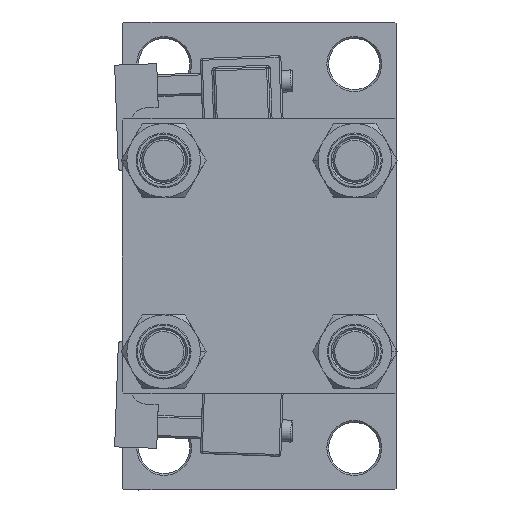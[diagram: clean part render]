
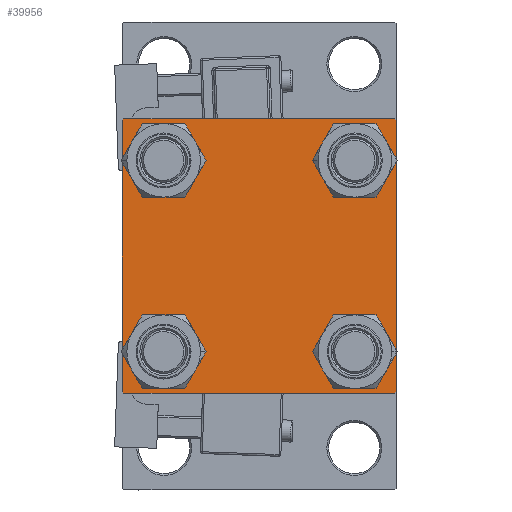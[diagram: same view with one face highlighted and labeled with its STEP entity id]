
A CAD part, left-side view. The second image highlights one B-rep face of the part: STEP entity #39956.
In plain terms, the highlighted planar face has unit normal (-1, 0, 0).
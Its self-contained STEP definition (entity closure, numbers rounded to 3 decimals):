
#24 = VECTOR ( 'NONE', #7489, 1000. ) ;
#533 = EDGE_CURVE ( 'NONE', #18579, #13936, #35956, .T. ) ;
#1041 = ORIENTED_EDGE ( 'NONE', *, *, #48235, .T. ) ;
#1599 = VECTOR ( 'NONE', #19628, 1000. ) ;
#1818 = EDGE_LOOP ( 'NONE', ( #5438, #6912 ) ) ;
#2482 = LINE ( 'NONE', #17957, #37624 ) ;
#2698 = VERTEX_POINT ( 'NONE', #10936 ) ;
#3055 = LINE ( 'NONE', #36298, #11883 ) ;
#4157 = PLANE ( 'NONE',  #16163 ) ;
#4316 = EDGE_LOOP ( 'NONE', ( #48590, #1041 ) ) ;
#4410 = LINE ( 'NONE', #46608, #1599 ) ;
#4572 = CARTESIAN_POINT ( 'NONE',  ( 0., 37.5, -37. ) ) ;
#4890 = FACE_BOUND ( 'NONE', #4316, .T. ) ;
#5438 = ORIENTED_EDGE ( 'NONE', *, *, #14167, .T. ) ;
#6813 = CIRCLE ( 'NONE', #19566, 6.5 ) ;
#6912 = ORIENTED_EDGE ( 'NONE', *, *, #41902, .T. ) ;
#7489 = DIRECTION ( 'NONE',  ( 0., -0.707, 0.707 ) ) ;
#7611 = CARTESIAN_POINT ( 'NONE',  ( 0., 37.5, -37.5 ) ) ;
#7987 = LINE ( 'NONE', #23202, #29906 ) ;
#8443 = EDGE_CURVE ( 'NONE', #2698, #23025, #6813, .T. ) ;
#9169 = CARTESIAN_POINT ( 'NONE',  ( 0., -26.15, -32.65 ) ) ;
#9273 = ORIENTED_EDGE ( 'NONE', *, *, #38524, .F. ) ;
#10523 = EDGE_LOOP ( 'NONE', ( #44456, #17244 ) ) ;
#10743 = ORIENTED_EDGE ( 'NONE', *, *, #45657, .T. ) ;
#10936 = CARTESIAN_POINT ( 'NONE',  ( 0., -26.15, 19.65 ) ) ;
#11168 = LINE ( 'NONE', #22399, #42725 ) ;
#11529 = CARTESIAN_POINT ( 'NONE',  ( 0., 26.15, 26.15 ) ) ;
#11568 = EDGE_CURVE ( 'NONE', #21046, #45798, #45324, .T. ) ;
#11883 = VECTOR ( 'NONE', #48520, 1000. ) ;
#12636 = FACE_OUTER_BOUND ( 'NONE', #36794, .T. ) ;
#12678 = DIRECTION ( 'NONE',  ( 1., 0., 0. ) ) ;
#13250 = ORIENTED_EDGE ( 'NONE', *, *, #33472, .T. ) ;
#13418 = CARTESIAN_POINT ( 'NONE',  ( 0., 37.5, 37. ) ) ;
#13936 = VERTEX_POINT ( 'NONE', #38980 ) ;
#14069 = CARTESIAN_POINT ( 'NONE',  ( 0., 37.25, -37.25 ) ) ;
#14167 = EDGE_CURVE ( 'NONE', #26891, #15605, #19548, .T. ) ;
#14378 = DIRECTION ( 'NONE',  ( 0., 0., 1. ) ) ;
#14474 = VERTEX_POINT ( 'NONE', #4572 ) ;
#14504 = VERTEX_POINT ( 'NONE', #34194 ) ;
#14980 = DIRECTION ( 'NONE',  ( 0., 0., -1. ) ) ;
#15398 = CARTESIAN_POINT ( 'NONE',  ( 0., 26.15, 26.15 ) ) ;
#15470 = ORIENTED_EDGE ( 'NONE', *, *, #49436, .T. ) ;
#15605 = VERTEX_POINT ( 'NONE', #9169 ) ;
#15641 = DIRECTION ( 'NONE',  ( 0., 0., 1. ) ) ;
#15673 = CIRCLE ( 'NONE', #18861, 6.5 ) ;
#15687 = DIRECTION ( 'NONE',  ( 0., 0., 1. ) ) ;
#16120 = DIRECTION ( 'NONE',  ( -1., 0., 0. ) ) ;
#16163 = AXIS2_PLACEMENT_3D ( 'NONE', #35362, #16120, #15641 ) ;
#16840 = CARTESIAN_POINT ( 'NONE',  ( 0., 37., -37.5 ) ) ;
#17244 = ORIENTED_EDGE ( 'NONE', *, *, #8443, .T. ) ;
#17361 = CARTESIAN_POINT ( 'NONE',  ( 0., -37.5, -37. ) ) ;
#17538 = LINE ( 'NONE', #14069, #32326 ) ;
#17957 = CARTESIAN_POINT ( 'NONE',  ( 0., 37.5, 37.5 ) ) ;
#18561 = CIRCLE ( 'NONE', #43382, 6.5 ) ;
#18579 = VERTEX_POINT ( 'NONE', #48613 ) ;
#18649 = VECTOR ( 'NONE', #25822, 1000. ) ;
#18861 = AXIS2_PLACEMENT_3D ( 'NONE', #35958, #31473, #23732 ) ;
#19267 = DIRECTION ( 'NONE',  ( 0., 0., 1. ) ) ;
#19548 = CIRCLE ( 'NONE', #37922, 6.5 ) ;
#19566 = AXIS2_PLACEMENT_3D ( 'NONE', #36869, #40379, #14378 ) ;
#19628 = DIRECTION ( 'NONE',  ( 0., 0.707, -0.707 ) ) ;
#20202 = CARTESIAN_POINT ( 'NONE',  ( 0., -37., -37.5 ) ) ;
#20206 = ORIENTED_EDGE ( 'NONE', *, *, #26164, .F. ) ;
#21046 = VERTEX_POINT ( 'NONE', #16840 ) ;
#21628 = VERTEX_POINT ( 'NONE', #43164 ) ;
#21801 = ORIENTED_EDGE ( 'NONE', *, *, #28438, .T. ) ;
#21965 = DIRECTION ( 'NONE',  ( 1., 0., 0. ) ) ;
#22363 = CIRCLE ( 'NONE', #46361, 6.5 ) ;
#22399 = CARTESIAN_POINT ( 'NONE',  ( 0., -37.25, 37.25 ) ) ;
#22493 = VERTEX_POINT ( 'NONE', #13418 ) ;
#23025 = VERTEX_POINT ( 'NONE', #36514 ) ;
#23202 = CARTESIAN_POINT ( 'NONE',  ( 0., 37.5, 37.5 ) ) ;
#23592 = CARTESIAN_POINT ( 'NONE',  ( 0., -26.15, -26.15 ) ) ;
#23622 = FACE_BOUND ( 'NONE', #1818, .T. ) ;
#23732 = DIRECTION ( 'NONE',  ( 0., 0., 1. ) ) ;
#25199 = ORIENTED_EDGE ( 'NONE', *, *, #46833, .T. ) ;
#25594 = CARTESIAN_POINT ( 'NONE',  ( 0., -26.15, -19.65 ) ) ;
#25822 = DIRECTION ( 'NONE',  ( 0., -1., 0. ) ) ;
#25926 = VERTEX_POINT ( 'NONE', #17361 ) ;
#26164 = EDGE_CURVE ( 'NONE', #40240, #25926, #3055, .T. ) ;
#26404 = CIRCLE ( 'NONE', #35198, 6.5 ) ;
#26655 = DIRECTION ( 'NONE',  ( 0., 0.707, 0.707 ) ) ;
#26780 = ORIENTED_EDGE ( 'NONE', *, *, #11568, .T. ) ;
#26891 = VERTEX_POINT ( 'NONE', #25594 ) ;
#26918 = CARTESIAN_POINT ( 'NONE',  ( 0., -26.15, 26.15 ) ) ;
#27205 = LINE ( 'NONE', #49441, #24 ) ;
#27458 = DIRECTION ( 'NONE',  ( 0., 0., 1. ) ) ;
#27858 = DIRECTION ( 'NONE',  ( 1., 0., 0. ) ) ;
#28438 = EDGE_CURVE ( 'NONE', #43857, #22493, #4410, .T. ) ;
#28537 = EDGE_LOOP ( 'NONE', ( #15470, #41434 ) ) ;
#29451 = DIRECTION ( 'NONE',  ( 0., 0., 1. ) ) ;
#29906 = VECTOR ( 'NONE', #14980, 1000. ) ;
#30719 = CARTESIAN_POINT ( 'NONE',  ( 0., 26.15, -26.15 ) ) ;
#31006 = DIRECTION ( 'NONE',  ( 1., 0., 0. ) ) ;
#31473 = DIRECTION ( 'NONE',  ( 1., 0., 0. ) ) ;
#32326 = VECTOR ( 'NONE', #32535, 1000. ) ;
#32535 = DIRECTION ( 'NONE',  ( 0., -0.707, -0.707 ) ) ;
#32733 = AXIS2_PLACEMENT_3D ( 'NONE', #11529, #31006, #19267 ) ;
#33472 = EDGE_CURVE ( 'NONE', #45798, #25926, #27205, .T. ) ;
#34048 = CIRCLE ( 'NONE', #36445, 6.5 ) ;
#34094 = EDGE_CURVE ( 'NONE', #14504, #36795, #22363, .T. ) ;
#34194 = CARTESIAN_POINT ( 'NONE',  ( 0., 26.15, -19.65 ) ) ;
#34564 = CARTESIAN_POINT ( 'NONE',  ( 0., -37.5, 37. ) ) ;
#35198 = AXIS2_PLACEMENT_3D ( 'NONE', #26918, #12678, #15687 ) ;
#35362 = CARTESIAN_POINT ( 'NONE',  ( 0., 0., 0. ) ) ;
#35457 = EDGE_CURVE ( 'NONE', #23025, #2698, #26404, .T. ) ;
#35956 = CIRCLE ( 'NONE', #32733, 6.5 ) ;
#35958 = CARTESIAN_POINT ( 'NONE',  ( 0., 26.15, -26.15 ) ) ;
#36298 = CARTESIAN_POINT ( 'NONE',  ( 0., -37.5, 37.5 ) ) ;
#36382 = CARTESIAN_POINT ( 'NONE',  ( 0., 37., 37.5 ) ) ;
#36445 = AXIS2_PLACEMENT_3D ( 'NONE', #15398, #27858, #46369 ) ;
#36449 = CARTESIAN_POINT ( 'NONE',  ( 0., 26.15, -32.65 ) ) ;
#36514 = CARTESIAN_POINT ( 'NONE',  ( 0., -26.15, 32.65 ) ) ;
#36794 = EDGE_LOOP ( 'NONE', ( #10743, #41509, #26780, #13250, #20206, #25199, #9273, #21801 ) ) ;
#36795 = VERTEX_POINT ( 'NONE', #36449 ) ;
#36869 = CARTESIAN_POINT ( 'NONE',  ( 0., -26.15, 26.15 ) ) ;
#36962 = DIRECTION ( 'NONE',  ( 0., -1., 0. ) ) ;
#37624 = VECTOR ( 'NONE', #36962, 1000. ) ;
#37922 = AXIS2_PLACEMENT_3D ( 'NONE', #23592, #39094, #43072 ) ;
#38524 = EDGE_CURVE ( 'NONE', #43857, #21628, #2482, .T. ) ;
#38980 = CARTESIAN_POINT ( 'NONE',  ( 0., 26.15, 32.65 ) ) ;
#39094 = DIRECTION ( 'NONE',  ( 1., 0., 0. ) ) ;
#39121 = FACE_BOUND ( 'NONE', #28537, .T. ) ;
#39956 = ADVANCED_FACE ( 'NONE', ( #42612, #23622, #4890, #39121, #12636 ), #4157, .T. ) ;
#40240 = VERTEX_POINT ( 'NONE', #34564 ) ;
#40379 = DIRECTION ( 'NONE',  ( 1., 0., 0. ) ) ;
#41434 = ORIENTED_EDGE ( 'NONE', *, *, #533, .T. ) ;
#41509 = ORIENTED_EDGE ( 'NONE', *, *, #46440, .T. ) ;
#41902 = EDGE_CURVE ( 'NONE', #15605, #26891, #18561, .T. ) ;
#42612 = FACE_BOUND ( 'NONE', #10523, .T. ) ;
#42725 = VECTOR ( 'NONE', #26655, 1000. ) ;
#43072 = DIRECTION ( 'NONE',  ( 0., 0., 1. ) ) ;
#43164 = CARTESIAN_POINT ( 'NONE',  ( 0., -37., 37.5 ) ) ;
#43195 = DIRECTION ( 'NONE',  ( 1., 0., 0. ) ) ;
#43382 = AXIS2_PLACEMENT_3D ( 'NONE', #44958, #21965, #29451 ) ;
#43857 = VERTEX_POINT ( 'NONE', #36382 ) ;
#44456 = ORIENTED_EDGE ( 'NONE', *, *, #35457, .T. ) ;
#44958 = CARTESIAN_POINT ( 'NONE',  ( 0., -26.15, -26.15 ) ) ;
#45324 = LINE ( 'NONE', #7611, #18649 ) ;
#45657 = EDGE_CURVE ( 'NONE', #22493, #14474, #7987, .T. ) ;
#45798 = VERTEX_POINT ( 'NONE', #20202 ) ;
#46361 = AXIS2_PLACEMENT_3D ( 'NONE', #30719, #43195, #27458 ) ;
#46369 = DIRECTION ( 'NONE',  ( 0., 0., 1. ) ) ;
#46440 = EDGE_CURVE ( 'NONE', #14474, #21046, #17538, .T. ) ;
#46608 = CARTESIAN_POINT ( 'NONE',  ( 0., 37.25, 37.25 ) ) ;
#46833 = EDGE_CURVE ( 'NONE', #40240, #21628, #11168, .T. ) ;
#48235 = EDGE_CURVE ( 'NONE', #36795, #14504, #15673, .T. ) ;
#48520 = DIRECTION ( 'NONE',  ( 0., 0., -1. ) ) ;
#48590 = ORIENTED_EDGE ( 'NONE', *, *, #34094, .T. ) ;
#48613 = CARTESIAN_POINT ( 'NONE',  ( 0., 26.15, 19.65 ) ) ;
#49436 = EDGE_CURVE ( 'NONE', #13936, #18579, #34048, .T. ) ;
#49441 = CARTESIAN_POINT ( 'NONE',  ( 0., -37.25, -37.25 ) ) ;
